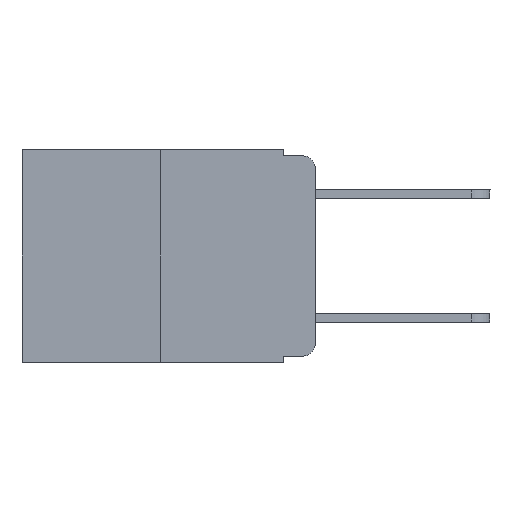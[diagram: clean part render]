
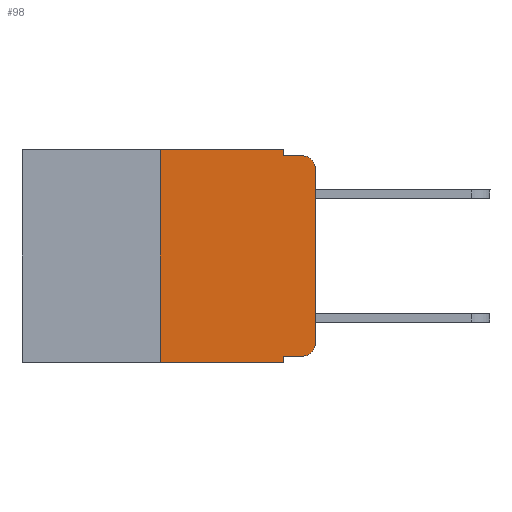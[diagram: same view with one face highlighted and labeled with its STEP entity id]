
A CAD part, left-side view. The second image highlights one B-rep face of the part: STEP entity #98.
In plain terms, the highlighted planar face has unit normal (-1, 0, 0).
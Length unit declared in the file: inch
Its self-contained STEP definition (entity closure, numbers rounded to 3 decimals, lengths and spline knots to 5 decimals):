
#98 = ADVANCED_FACE ( 'NONE', ( #10218 ), #17367, .F. ) ;
#503 = VERTEX_POINT ( 'NONE', #17426 ) ;
#583 = LINE ( 'NONE', #18074, #7342 ) ;
#828 = VECTOR ( 'NONE', #19308, 39.37008 ) ;
#846 = LINE ( 'NONE', #9520, #1603 ) ;
#986 = VERTEX_POINT ( 'NONE', #22797 ) ;
#1031 = CARTESIAN_POINT ( 'NONE',  ( 0., 0.25, -0.343 ) ) ;
#1238 = CARTESIAN_POINT ( 'NONE',  ( 0., 0.051, 0. ) ) ;
#1457 = EDGE_CURVE ( 'NONE', #7548, #9125, #11698, .T. ) ;
#1603 = VECTOR ( 'NONE', #6230, 39.37008 ) ;
#1639 = DIRECTION ( 'NONE',  ( 0., 0., -1. ) ) ;
#1667 = ORIENTED_EDGE ( 'NONE', *, *, #16446, .F. ) ;
#1954 = EDGE_CURVE ( 'NONE', #10643, #503, #8647, .T. ) ;
#2890 = DIRECTION ( 'NONE',  ( 0., -1., 0. ) ) ;
#3560 = VECTOR ( 'NONE', #5571, 39.37008 ) ;
#3701 = LINE ( 'NONE', #21907, #3560 ) ;
#3759 = EDGE_CURVE ( 'NONE', #10059, #986, #10257, .T. ) ;
#3849 = AXIS2_PLACEMENT_3D ( 'NONE', #23120, #11811, #12052 ) ;
#4002 = LINE ( 'NONE', #16669, #7360 ) ;
#4574 = DIRECTION ( 'NONE',  ( 1., 0., 0. ) ) ;
#4721 = CIRCLE ( 'NONE', #7722, 0.02 ) ;
#4861 = LINE ( 'NONE', #1238, #7845 ) ;
#5127 = CARTESIAN_POINT ( 'NONE',  ( 0., 0.051, -0.333 ) ) ;
#5567 = CARTESIAN_POINT ( 'NONE',  ( 0., 0.051, -0.01 ) ) ;
#5571 = DIRECTION ( 'NONE',  ( 0., -1., 0. ) ) ;
#6230 = DIRECTION ( 'NONE',  ( 0., 0., -1. ) ) ;
#6470 = CARTESIAN_POINT ( 'NONE',  ( 0., 0.25, 0. ) ) ;
#6620 = VERTEX_POINT ( 'NONE', #7778 ) ;
#6749 = CARTESIAN_POINT ( 'NONE',  ( 0., 0.25, 0. ) ) ;
#6976 = ORIENTED_EDGE ( 'NONE', *, *, #3759, .F. ) ;
#7342 = VECTOR ( 'NONE', #10916, 39.37008 ) ;
#7360 = VECTOR ( 'NONE', #7760, 39.37008 ) ;
#7548 = VERTEX_POINT ( 'NONE', #22167 ) ;
#7722 = AXIS2_PLACEMENT_3D ( 'NONE', #19822, #10436, #1639 ) ;
#7760 = DIRECTION ( 'NONE',  ( 0., 0., 1. ) ) ;
#7778 = CARTESIAN_POINT ( 'NONE',  ( 0., 0.051, -0.343 ) ) ;
#7845 = VECTOR ( 'NONE', #19071, 39.37008 ) ;
#8198 = CARTESIAN_POINT ( 'NONE',  ( 0., 0., -0.313 ) ) ;
#8376 = EDGE_CURVE ( 'NONE', #986, #15173, #846, .T. ) ;
#8647 = LINE ( 'NONE', #10390, #19990 ) ;
#9125 = VERTEX_POINT ( 'NONE', #22057 ) ;
#9520 = CARTESIAN_POINT ( 'NONE',  ( 0., 0.051, 0. ) ) ;
#9635 = AXIS2_PLACEMENT_3D ( 'NONE', #17124, #4574, #22440 ) ;
#10059 = VERTEX_POINT ( 'NONE', #6470 ) ;
#10218 = FACE_OUTER_BOUND ( 'NONE', #14613, .T. ) ;
#10257 = LINE ( 'NONE', #17868, #13172 ) ;
#10374 = VERTEX_POINT ( 'NONE', #1031 ) ;
#10390 = CARTESIAN_POINT ( 'NONE',  ( 0., 0.051, -0.333 ) ) ;
#10406 = VERTEX_POINT ( 'NONE', #8198 ) ;
#10436 = DIRECTION ( 'NONE',  ( -1., 0., 0. ) ) ;
#10608 = DIRECTION ( 'NONE',  ( 0., -1., 0. ) ) ;
#10643 = VERTEX_POINT ( 'NONE', #5127 ) ;
#10809 = ORIENTED_EDGE ( 'NONE', *, *, #17123, .T. ) ;
#10916 = DIRECTION ( 'NONE',  ( 0., -1., 0. ) ) ;
#11698 = CIRCLE ( 'NONE', #3849, 0.02 ) ;
#11811 = DIRECTION ( 'NONE',  ( -1., 0., 0. ) ) ;
#12052 = DIRECTION ( 'NONE',  ( 0., 0., -1. ) ) ;
#13172 = VECTOR ( 'NONE', #10608, 39.37008 ) ;
#14613 = EDGE_LOOP ( 'NONE', ( #19606, #16107, #1667, #21919, #6976, #21618, #10809, #14895, #18732, #19223 ) ) ;
#14895 = ORIENTED_EDGE ( 'NONE', *, *, #20661, .F. ) ;
#15173 = VERTEX_POINT ( 'NONE', #5567 ) ;
#15496 = EDGE_CURVE ( 'NONE', #10374, #10059, #15532, .T. ) ;
#15532 = LINE ( 'NONE', #6749, #828 ) ;
#16107 = ORIENTED_EDGE ( 'NONE', *, *, #1457, .T. ) ;
#16446 = EDGE_CURVE ( 'NONE', #15173, #9125, #3701, .T. ) ;
#16669 = CARTESIAN_POINT ( 'NONE',  ( 0., 0., 0. ) ) ;
#17123 = EDGE_CURVE ( 'NONE', #10374, #6620, #583, .T. ) ;
#17124 = CARTESIAN_POINT ( 'NONE',  ( 0., 0.473, 0. ) ) ;
#17367 = PLANE ( 'NONE',  #9635 ) ;
#17426 = CARTESIAN_POINT ( 'NONE',  ( 0., 0.02, -0.333 ) ) ;
#17726 = EDGE_CURVE ( 'NONE', #10406, #7548, #4002, .T. ) ;
#17868 = CARTESIAN_POINT ( 'NONE',  ( 0., 0.473, 0. ) ) ;
#18074 = CARTESIAN_POINT ( 'NONE',  ( 0., 0.473, -0.343 ) ) ;
#18732 = ORIENTED_EDGE ( 'NONE', *, *, #1954, .T. ) ;
#19071 = DIRECTION ( 'NONE',  ( 0., 0., -1. ) ) ;
#19223 = ORIENTED_EDGE ( 'NONE', *, *, #22271, .T. ) ;
#19308 = DIRECTION ( 'NONE',  ( 0., 0., 1. ) ) ;
#19606 = ORIENTED_EDGE ( 'NONE', *, *, #17726, .T. ) ;
#19822 = CARTESIAN_POINT ( 'NONE',  ( 0., 0.02, -0.313 ) ) ;
#19990 = VECTOR ( 'NONE', #2890, 39.37008 ) ;
#20661 = EDGE_CURVE ( 'NONE', #10643, #6620, #4861, .T. ) ;
#21618 = ORIENTED_EDGE ( 'NONE', *, *, #15496, .F. ) ;
#21907 = CARTESIAN_POINT ( 'NONE',  ( 0., 0.051, -0.01 ) ) ;
#21919 = ORIENTED_EDGE ( 'NONE', *, *, #8376, .F. ) ;
#22057 = CARTESIAN_POINT ( 'NONE',  ( 0., 0.02, -0.01 ) ) ;
#22167 = CARTESIAN_POINT ( 'NONE',  ( 0., 0., -0.03 ) ) ;
#22271 = EDGE_CURVE ( 'NONE', #503, #10406, #4721, .T. ) ;
#22440 = DIRECTION ( 'NONE',  ( 0., 0., -1. ) ) ;
#22797 = CARTESIAN_POINT ( 'NONE',  ( 0., 0.051, 0. ) ) ;
#23120 = CARTESIAN_POINT ( 'NONE',  ( 0., 0.02, -0.03 ) ) ;
